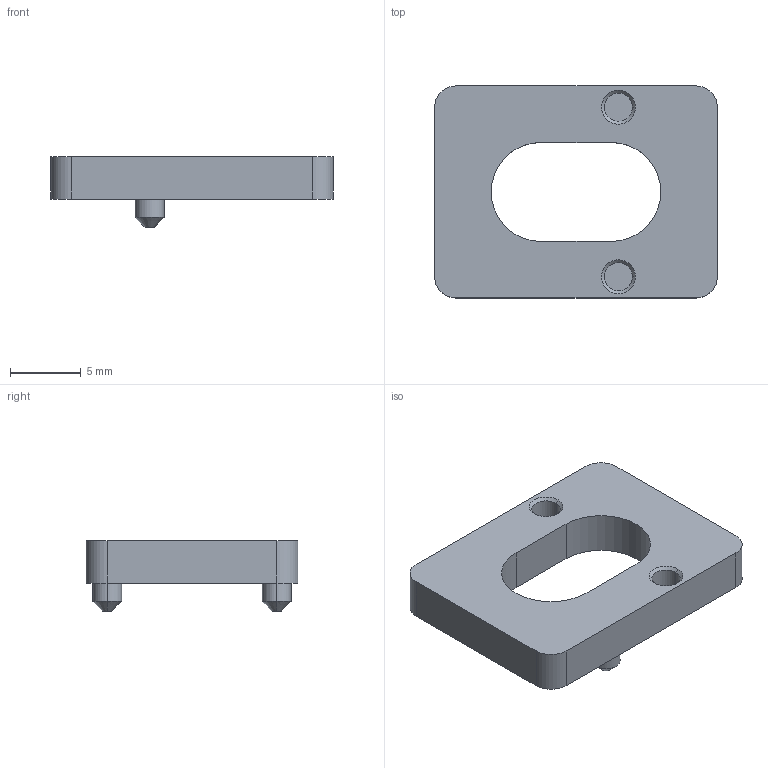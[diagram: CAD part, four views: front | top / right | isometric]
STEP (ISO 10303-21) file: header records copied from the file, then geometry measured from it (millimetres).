
FILE_DESCRIPTION (( 'STEP AP214' ), '1' );
FILE_NAME ('7228320', '2019-01-30T08:58:18', ( '' ), ('JUGARD+KÜNSTNER GmbH'), 'SwSTEP 2.0', 'SolidWorks 2017', '' );
FILE_SCHEMA (( 'AUTOMOTIVE_DESIGN' ));
Length unit declared in the file: millimetre
Products named in the file (1): 7228320
Bounding box: 20 x 15 x 5 mm (x, y, z)
Volume: 668.5 mm3; surface area: 796.7 mm2
Topology: 1 solids, 1 shells, 35 faces, 79 edges, 50 vertices
Faces by surface type: cylinder 15, plane 12, cone 8
Entity records: 1025 total; most frequent: DIRECTION 189, CARTESIAN_POINT 165, ORIENTED_EDGE 158, EDGE_CURVE 79, AXIS2_PLACEMENT_3D 74, VERTEX_POINT 50, LINE 41, EDGE_LOOP 41
